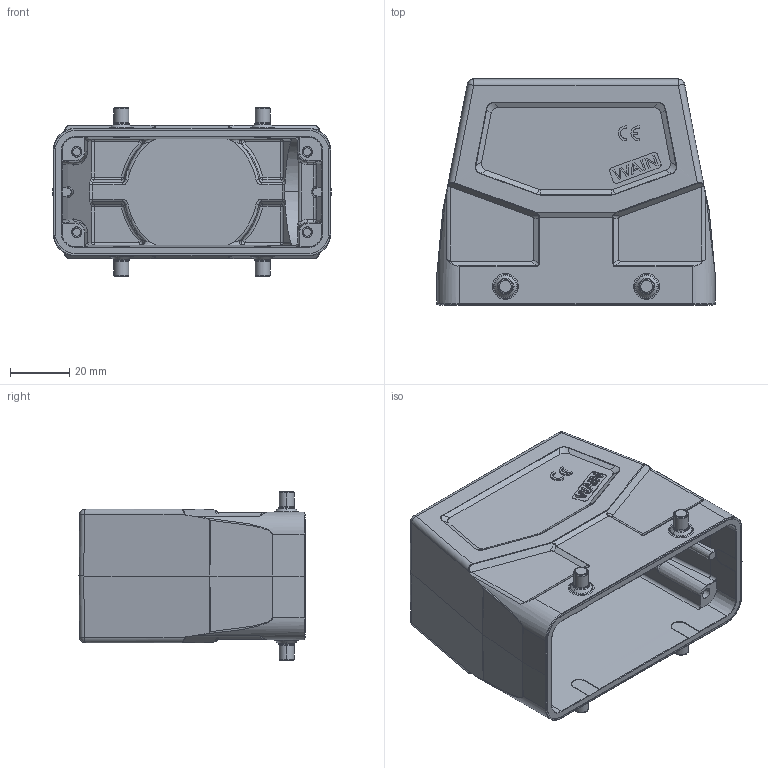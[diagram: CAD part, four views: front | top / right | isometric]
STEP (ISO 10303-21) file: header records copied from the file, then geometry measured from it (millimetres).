
FILE_DESCRIPTION(/* description */ (''),/* implementation_level */ '2;1');
FILE_NAME(/* name */ '3D_1121165305006_W16B-MSEH-4B-M40_V1.1.stp',/* time_stamp */ '2023-12-01T13:42:36+08:00',/* author */ (''),/* organization */ (''),/* preprocessor_version */ 'ST-DEVELOPER v18.1',/* originating_system */ 'SIEMENS PLM Software NX 1980',/* authorisation */ '');
FILE_SCHEMA (('AP203_CONFIGURATION_CONTROLLED_3D_DESIGN_OF_MECHANICAL_PARTS_AND_ASSEMBLIES_MIM_LF { 1 0 10303 403 2 1 2}'));
Length unit declared in the file: millimetre
Products named in the file (1): TEM
Bounding box: 93.5 x 76 x 57 mm (x, y, z)
Volume: 75631.4 mm3; surface area: 41683.1 mm2
Topology: 3 solids, 3 shells, 639 faces, 1630 edges, 998 vertices
Faces by surface type: plane 227, cylinder 212, torus 104, cone 42, sphere 28, bspline 24, extrusion 2
Entity records: 21857 total; most frequent: CARTESIAN_POINT 7266, ORIENTED_EDGE 3210, DIRECTION 2745, EDGE_CURVE 1605, AXIS2_PLACEMENT_3D 1012, VERTEX_POINT 998, VECTOR 721, LINE 719
